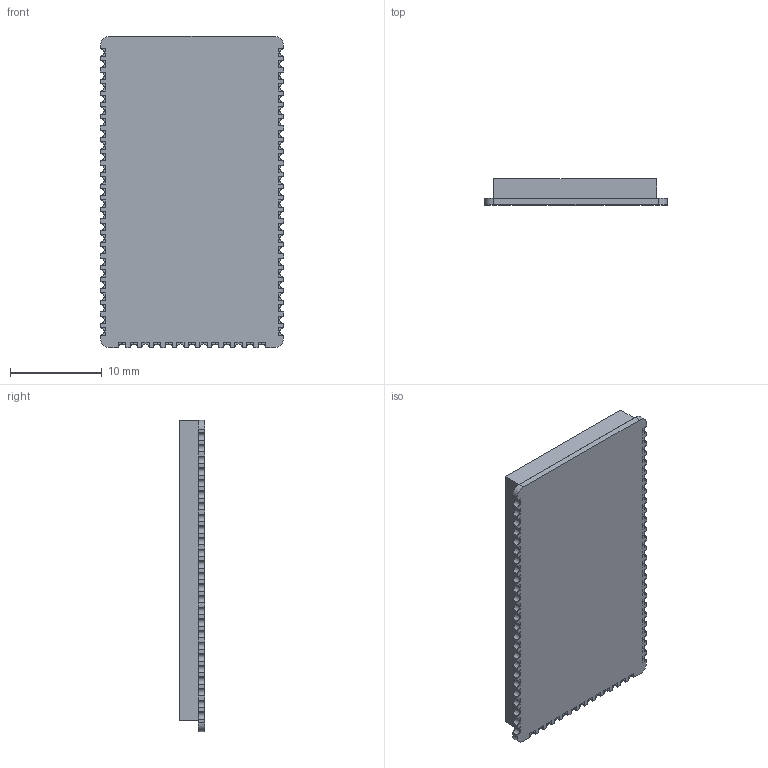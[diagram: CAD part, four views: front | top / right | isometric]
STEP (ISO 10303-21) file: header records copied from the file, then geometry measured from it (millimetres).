
FILE_DESCRIPTION (( 'STEP AP214' ), '1' );
FILE_NAME ('User Library-Omega2S.STEP', '2021-04-26T15:47:57', ( '' ), ( '' ), 'SwSTEP 2.0', 'SolidWorks 2020', '' );
FILE_SCHEMA (( 'AUTOMOTIVE_DESIGN' ));
Length unit declared in the file: millimetre
Products named in the file (1): User Library-Omega2S
Bounding box: 20 x 2.8 x 34 mm (x, y, z)
Volume: 1663.4 mm3; surface area: 3023.2 mm2
Topology: 83 solids, 83 shells, 1260 faces, 3287 edges, 2193 vertices
Faces by surface type: plane 683, bspline 488, cylinder 89
Entity records: 43269 total; most frequent: CARTESIAN_POINT 14629, ORIENTED_EDGE 6574, DIRECTION 4035, EDGE_CURVE 3287, VERTEX_POINT 2193, VECTOR 2133, LINE 2133, EDGE_LOOP 1278
